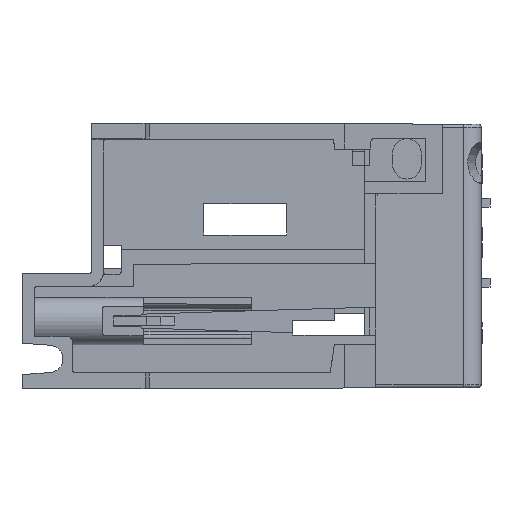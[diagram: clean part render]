
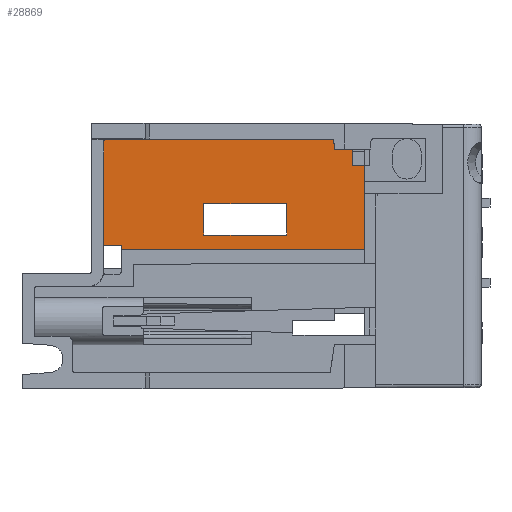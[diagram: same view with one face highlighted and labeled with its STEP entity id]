
A CAD part, front view. The second image highlights one B-rep face of the part: STEP entity #28869.
In plain terms, the highlighted planar face has unit normal (0, -1, 0).
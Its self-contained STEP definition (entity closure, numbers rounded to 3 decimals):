
#483=FACE_BOUND('',#4446,.T.);
#936=PLANE('',#30222);
#3191=FACE_OUTER_BOUND('',#4445,.T.);
#4445=EDGE_LOOP('',(#22545,#22546,#22547,#22548,#22549,#22550,#22551,#22552,
#22553,#22554,#22555));
#4446=EDGE_LOOP('',(#22556,#22557,#22558,#22559));
#5500=LINE('',#39143,#8909);
#5503=LINE('',#39149,#8912);
#5507=LINE('',#39156,#8916);
#6554=LINE('',#41505,#9963);
#6574=LINE('',#41555,#9983);
#6575=LINE('',#41557,#9984);
#6576=LINE('',#41558,#9985);
#6577=LINE('',#41560,#9986);
#6578=LINE('',#41562,#9987);
#6579=LINE('',#41564,#9988);
#6580=LINE('',#41566,#9989);
#6581=LINE('',#41568,#9990);
#6582=LINE('',#41569,#9991);
#6583=LINE('',#41570,#9992);
#8909=VECTOR('',#31868,5.3);
#8912=VECTOR('',#31873,14.);
#8916=VECTOR('',#31879,14.);
#9963=VECTOR('',#33630,41.073);
#9983=VECTOR('',#33670,17.4);
#9984=VECTOR('',#33671,2.948);
#9985=VECTOR('',#33672,0.709);
#9986=VECTOR('',#33673,14.184);
#9987=VECTOR('',#33674,2.046);
#9988=VECTOR('',#33675,2.774);
#9989=VECTOR('',#33676,2.976);
#9990=VECTOR('',#33677,1.714);
#9991=VECTOR('',#33678,38.277);
#9992=VECTOR('',#33679,5.3);
#12304=CIRCLE('',#30223,0.474);
#12940=VERTEX_POINT('',#39140);
#12941=VERTEX_POINT('',#39142);
#12943=VERTEX_POINT('',#39148);
#12945=VERTEX_POINT('',#39154);
#13703=VERTEX_POINT('',#41499);
#13705=VERTEX_POINT('',#41503);
#13723=VERTEX_POINT('',#41551);
#13724=VERTEX_POINT('',#41552);
#13725=VERTEX_POINT('',#41554);
#13726=VERTEX_POINT('',#41556);
#13727=VERTEX_POINT('',#41559);
#13728=VERTEX_POINT('',#41561);
#13729=VERTEX_POINT('',#41563);
#13730=VERTEX_POINT('',#41565);
#13731=VERTEX_POINT('',#41567);
#16113=EDGE_CURVE('',#12940,#12941,#5500,.T.);
#16116=EDGE_CURVE('',#12941,#12943,#5503,.T.);
#16120=EDGE_CURVE('',#12945,#12940,#5507,.T.);
#17204=EDGE_CURVE('',#13703,#13705,#6554,.T.);
#17226=EDGE_CURVE('',#13723,#13724,#12304,.T.);
#17227=EDGE_CURVE('',#13724,#13725,#6574,.T.);
#17228=EDGE_CURVE('',#13725,#13726,#6575,.T.);
#17229=EDGE_CURVE('',#13703,#13726,#6576,.T.);
#17230=EDGE_CURVE('',#13705,#13727,#6577,.T.);
#17231=EDGE_CURVE('',#13727,#13728,#6578,.T.);
#17232=EDGE_CURVE('',#13729,#13728,#6579,.T.);
#17233=EDGE_CURVE('',#13729,#13730,#6580,.T.);
#17234=EDGE_CURVE('',#13730,#13731,#6581,.T.);
#17235=EDGE_CURVE('',#13723,#13731,#6582,.T.);
#17236=EDGE_CURVE('',#12943,#12945,#6583,.T.);
#22545=ORIENTED_EDGE('',*,*,#17226,.T.);
#22546=ORIENTED_EDGE('',*,*,#17227,.T.);
#22547=ORIENTED_EDGE('',*,*,#17228,.T.);
#22548=ORIENTED_EDGE('',*,*,#17229,.F.);
#22549=ORIENTED_EDGE('',*,*,#17204,.T.);
#22550=ORIENTED_EDGE('',*,*,#17230,.T.);
#22551=ORIENTED_EDGE('',*,*,#17231,.T.);
#22552=ORIENTED_EDGE('',*,*,#17232,.F.);
#22553=ORIENTED_EDGE('',*,*,#17233,.T.);
#22554=ORIENTED_EDGE('',*,*,#17234,.T.);
#22555=ORIENTED_EDGE('',*,*,#17235,.F.);
#22556=ORIENTED_EDGE('',*,*,#16120,.F.);
#22557=ORIENTED_EDGE('',*,*,#17236,.F.);
#22558=ORIENTED_EDGE('',*,*,#16116,.F.);
#22559=ORIENTED_EDGE('',*,*,#16113,.F.);
#28869=ADVANCED_FACE('',(#3191,#483),#936,.T.);
#30222=AXIS2_PLACEMENT_3D('',#41550,#33666,#33667);
#30223=AXIS2_PLACEMENT_3D('',#41553,#33668,#33669);
#31868=DIRECTION('',(0.,0.,1.));
#31873=DIRECTION('',(-1.,0.,0.));
#31879=DIRECTION('',(1.,0.,0.));
#33630=DIRECTION('',(1.,0.,-0.002));
#33666=DIRECTION('center_axis',(0.,-1.,0.));
#33667=DIRECTION('ref_axis',(0.,0.,-1.));
#33668=DIRECTION('center_axis',(0.,-1.,0.));
#33669=DIRECTION('ref_axis',(0.,0.,1.));
#33670=DIRECTION('',(0.,0.,-1.));
#33671=DIRECTION('',(1.,0.,0.));
#33672=DIRECTION('',(0.,0.,1.));
#33673=DIRECTION('',(0.,0.,1.));
#33674=DIRECTION('',(-1.,0.,0.));
#33675=DIRECTION('',(0.,0.,-1.));
#33676=DIRECTION('',(-1.,0.,0.));
#33677=DIRECTION('',(-0.144,0.,0.99));
#33678=DIRECTION('',(1.,0.,0.));
#33679=DIRECTION('',(0.,0.,-1.));
#39140=CARTESIAN_POINT('',(-11.792,7.5,3.525));
#39142=CARTESIAN_POINT('',(-11.792,7.5,8.825));
#39143=CARTESIAN_POINT('',(-11.792,7.5,3.525));
#39148=CARTESIAN_POINT('',(-25.792,7.5,8.825));
#39149=CARTESIAN_POINT('',(-11.792,7.5,8.825));
#39154=CARTESIAN_POINT('',(-25.792,7.5,3.525));
#39156=CARTESIAN_POINT('',(-25.792,7.5,3.525));
#41499=CARTESIAN_POINT('',(-39.718,7.5,1.116));
#41503=CARTESIAN_POINT('',(1.354,7.5,1.045));
#41505=CARTESIAN_POINT('',(-39.718,7.5,1.116));
#41550=CARTESIAN_POINT('Origin',(0.,7.5,-22.225));
#41551=CARTESIAN_POINT('',(-42.192,7.5,19.699));
#41552=CARTESIAN_POINT('',(-42.666,7.5,19.225));
#41553=CARTESIAN_POINT('Origin',(-42.192,7.5,19.225));
#41554=CARTESIAN_POINT('',(-42.666,7.5,1.825));
#41555=CARTESIAN_POINT('',(-42.666,7.5,19.225));
#41556=CARTESIAN_POINT('',(-39.718,7.5,1.825));
#41557=CARTESIAN_POINT('',(-42.666,7.5,1.825));
#41558=CARTESIAN_POINT('',(-39.718,7.5,1.116));
#41559=CARTESIAN_POINT('',(1.354,7.5,15.229));
#41560=CARTESIAN_POINT('',(1.354,7.5,1.045));
#41561=CARTESIAN_POINT('',(-0.692,7.5,15.229));
#41562=CARTESIAN_POINT('',(1.354,7.5,15.229));
#41563=CARTESIAN_POINT('',(-0.692,7.5,18.002));
#41564=CARTESIAN_POINT('',(-0.692,7.5,18.002));
#41565=CARTESIAN_POINT('',(-3.668,7.5,18.002));
#41566=CARTESIAN_POINT('',(-0.692,7.5,18.002));
#41567=CARTESIAN_POINT('',(-3.915,7.5,19.699));
#41568=CARTESIAN_POINT('',(-3.668,7.5,18.002));
#41569=CARTESIAN_POINT('',(-42.192,7.5,19.699));
#41570=CARTESIAN_POINT('',(-25.792,7.5,8.825));
